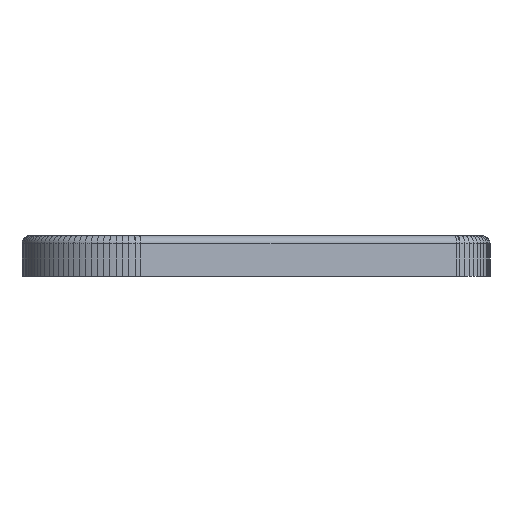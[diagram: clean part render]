
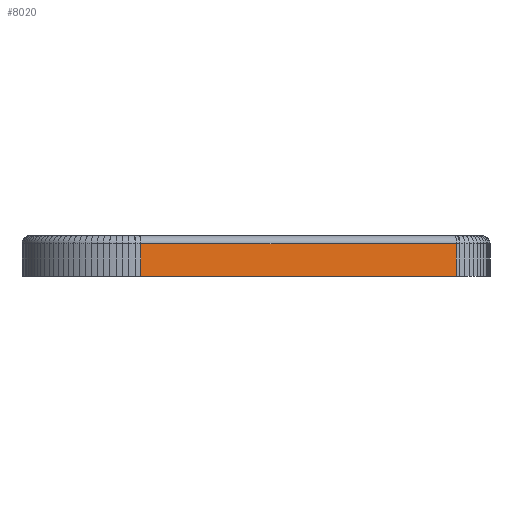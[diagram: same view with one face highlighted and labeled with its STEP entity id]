
A CAD part, left-side view. The second image highlights one B-rep face of the part: STEP entity #8020.
In plain terms, the highlighted planar face has unit normal (-0.982, -0.187, 0).
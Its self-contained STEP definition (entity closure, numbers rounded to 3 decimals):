
#156=PLANE('',#8792);
#590=FACE_OUTER_BOUND('',#1050,.T.);
#1050=EDGE_LOOP('',(#6680,#6681,#6682,#6683));
#1377=LINE('',#11681,#2246);
#1441=LINE('',#11928,#2310);
#1631=LINE('',#12692,#2500);
#1814=LINE('',#13124,#2683);
#2246=VECTOR('',#9174,10.);
#2310=VECTOR('',#9360,10.);
#2500=VECTOR('',#10218,10.);
#2683=VECTOR('',#10619,10.);
#3439=VERTEX_POINT('',#11669);
#3444=VERTEX_POINT('',#11679);
#3566=VERTEX_POINT('',#11926);
#3806=VERTEX_POINT('',#12687);
#4203=EDGE_CURVE('',#3444,#3439,#1377,.T.);
#4327=EDGE_CURVE('',#3566,#3444,#1441,.T.);
#4709=EDGE_CURVE('',#3806,#3566,#1631,.T.);
#4937=EDGE_CURVE('',#3439,#3806,#1814,.T.);
#6680=ORIENTED_EDGE('',*,*,#4203,.F.);
#6681=ORIENTED_EDGE('',*,*,#4327,.F.);
#6682=ORIENTED_EDGE('',*,*,#4709,.F.);
#6683=ORIENTED_EDGE('',*,*,#4937,.F.);
#8020=ADVANCED_FACE('',(#590),#156,.T.);
#8792=AXIS2_PLACEMENT_3D('',#13152,#10665,#10666);
#9174=DIRECTION('',(0.,0.,1.));
#9360=DIRECTION('',(-0.187,0.982,0.));
#10218=DIRECTION('',(0.,0.,-1.));
#10619=DIRECTION('',(0.187,-0.982,0.));
#10665=DIRECTION('center_axis',(-0.982,-0.187,0.));
#10666=DIRECTION('ref_axis',(-0.187,0.982,0.));
#11669=CARTESIAN_POINT('',(171.093,-46.224,5.65));
#11679=CARTESIAN_POINT('',(171.093,-46.224,1.6));
#11681=CARTESIAN_POINT('',(171.093,-46.224,6.65));
#11926=CARTESIAN_POINT('',(178.527,-85.353,1.6));
#11928=CARTESIAN_POINT('',(176.909,-76.838,1.6));
#12687=CARTESIAN_POINT('',(178.527,-85.353,5.65));
#12692=CARTESIAN_POINT('',(178.527,-85.353,6.65));
#13124=CARTESIAN_POINT('',(176.909,-76.838,5.65));
#13152=CARTESIAN_POINT('Origin',(178.561,-85.53,6.65));
